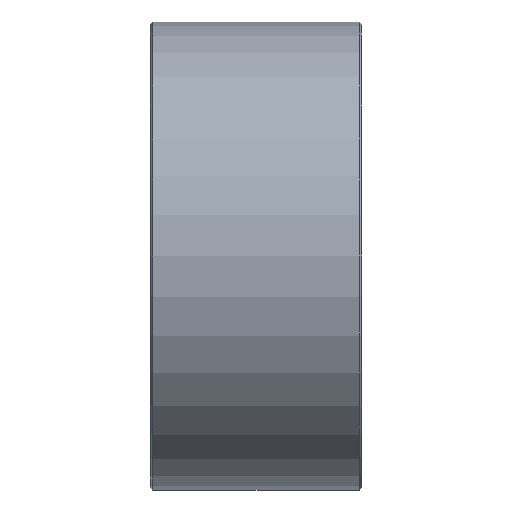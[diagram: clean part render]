
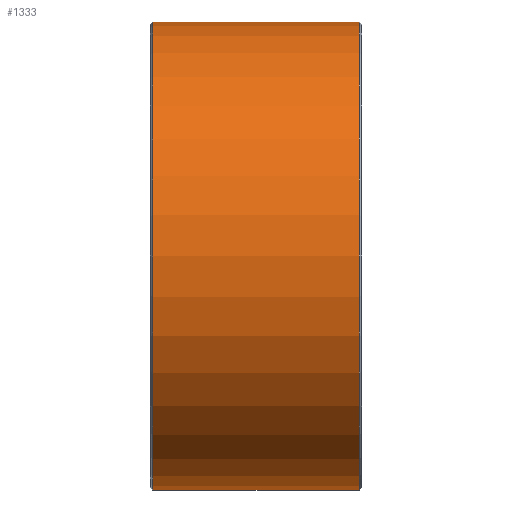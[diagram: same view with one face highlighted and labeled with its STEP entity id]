
A CAD part, left-side view. The second image highlights one B-rep face of the part: STEP entity #1333.
In plain terms, the highlighted cylindrical face has radius 3.969 mm (diameter 7.938 mm), a partial arc.
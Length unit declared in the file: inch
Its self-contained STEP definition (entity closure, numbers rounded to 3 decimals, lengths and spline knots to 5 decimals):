
#95 = EDGE_CURVE ( 'NONE', #912, #1847, #1417, .T. ) ;
#151 = ORIENTED_EDGE ( 'NONE', *, *, #648, .T. ) ;
#155 = CARTESIAN_POINT ( 'NONE',  ( 0., 0.069, 0. ) ) ;
#225 = CYLINDRICAL_SURFACE ( 'NONE', #1558, 0.15625 ) ;
#229 = CARTESIAN_POINT ( 'NONE',  ( 0., -0.069, -0.15625 ) ) ;
#273 = VECTOR ( 'NONE', #1705, 39.37008 ) ;
#310 = ORIENTED_EDGE ( 'NONE', *, *, #95, .T. ) ;
#320 = CARTESIAN_POINT ( 'NONE',  ( 0., 0.069, -0.15625 ) ) ;
#321 = DIRECTION ( 'NONE',  ( 0., -1., 0. ) ) ;
#348 = FACE_OUTER_BOUND ( 'NONE', #716, .T. ) ;
#474 = CARTESIAN_POINT ( 'NONE',  ( 0., 0.0705, 0. ) ) ;
#587 = ORIENTED_EDGE ( 'NONE', *, *, #1533, .T. ) ;
#590 = CARTESIAN_POINT ( 'NONE',  ( 0., 0.0705, 0.15625 ) ) ;
#602 = CARTESIAN_POINT ( 'NONE',  ( 0., 0.0705, -0.15625 ) ) ;
#644 = DIRECTION ( 'NONE',  ( 0., 0., 1. ) ) ;
#648 = EDGE_CURVE ( 'NONE', #1847, #1583, #1640, .T. ) ;
#716 = EDGE_LOOP ( 'NONE', ( #1014, #310, #151, #587 ) ) ;
#862 = CARTESIAN_POINT ( 'NONE',  ( 0., 0.069, 0.15625 ) ) ;
#866 = VERTEX_POINT ( 'NONE', #1824 ) ;
#890 = AXIS2_PLACEMENT_3D ( 'NONE', #1326, #1657, #1648 ) ;
#912 = VERTEX_POINT ( 'NONE', #862 ) ;
#956 = LINE ( 'NONE', #590, #981 ) ;
#981 = VECTOR ( 'NONE', #1701, 39.37008 ) ;
#1014 = ORIENTED_EDGE ( 'NONE', *, *, #2004, .F. ) ;
#1326 = CARTESIAN_POINT ( 'NONE',  ( 0., -0.069, 0. ) ) ;
#1333 = ADVANCED_FACE ( 'NONE', ( #348 ), #225, .T. ) ;
#1417 = CIRCLE ( 'NONE', #1518, 0.15625 ) ;
#1518 = AXIS2_PLACEMENT_3D ( 'NONE', #155, #321, #644 ) ;
#1533 = EDGE_CURVE ( 'NONE', #1583, #866, #1664, .T. ) ;
#1558 = AXIS2_PLACEMENT_3D ( 'NONE', #474, #1889, #1585 ) ;
#1583 = VERTEX_POINT ( 'NONE', #229 ) ;
#1585 = DIRECTION ( 'NONE',  ( 0., 0., -1. ) ) ;
#1640 = LINE ( 'NONE', #602, #273 ) ;
#1648 = DIRECTION ( 'NONE',  ( 0., 0., 1. ) ) ;
#1657 = DIRECTION ( 'NONE',  ( 0., 1., 0. ) ) ;
#1664 = CIRCLE ( 'NONE', #890, 0.15625 ) ;
#1701 = DIRECTION ( 'NONE',  ( 0., -1., 0. ) ) ;
#1705 = DIRECTION ( 'NONE',  ( 0., -1., 0. ) ) ;
#1824 = CARTESIAN_POINT ( 'NONE',  ( 0., -0.069, 0.15625 ) ) ;
#1847 = VERTEX_POINT ( 'NONE', #320 ) ;
#1889 = DIRECTION ( 'NONE',  ( 0., -1., 0. ) ) ;
#2004 = EDGE_CURVE ( 'NONE', #912, #866, #956, .T. ) ;
